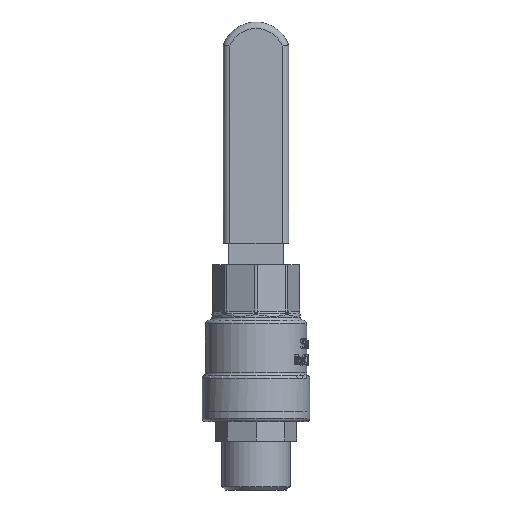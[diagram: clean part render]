
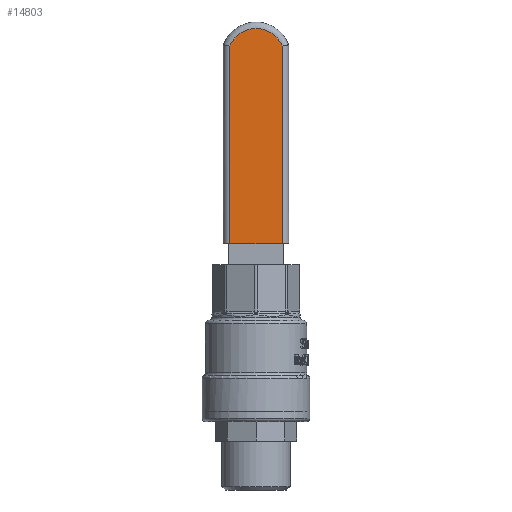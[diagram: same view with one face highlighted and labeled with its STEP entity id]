
A CAD part, front view. The second image highlights one B-rep face of the part: STEP entity #14803.
In plain terms, the highlighted planar face has unit normal (0, -1, 0).
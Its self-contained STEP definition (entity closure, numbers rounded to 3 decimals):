
#2338=LINE('',#31760,#3436);
#2339=LINE('',#31796,#3437);
#2341=LINE('',#31801,#3439);
#3436=VECTOR('',#17884,10.);
#3437=VECTOR('',#17893,10.);
#3439=VECTOR('',#17899,10.);
#3778=PLANE('',#15495);
#4553=FACE_OUTER_BOUND('',#5405,.T.);
#5405=EDGE_LOOP('',(#13177,#13178,#13179,#13180));
#5658=CIRCLE('',#15492,8.643);
#7017=VERTEX_POINT('',#31757);
#7018=VERTEX_POINT('',#31759);
#7020=VERTEX_POINT('',#31778);
#7021=VERTEX_POINT('',#31795);
#9072=EDGE_CURVE('',#7017,#7018,#2338,.T.);
#9075=EDGE_CURVE('',#7018,#7020,#5658,.T.);
#9077=EDGE_CURVE('',#7020,#7021,#2339,.T.);
#9080=EDGE_CURVE('',#7017,#7021,#2341,.T.);
#13177=ORIENTED_EDGE('',*,*,#9077,.F.);
#13178=ORIENTED_EDGE('',*,*,#9075,.F.);
#13179=ORIENTED_EDGE('',*,*,#9072,.F.);
#13180=ORIENTED_EDGE('',*,*,#9080,.T.);
#14803=ADVANCED_FACE('',(#4553),#3778,.T.);
#15492=AXIS2_PLACEMENT_3D('',#31779,#17889,#17890);
#15495=AXIS2_PLACEMENT_3D('',#31800,#17897,#17898);
#17884=DIRECTION('',(0.,0.,1.));
#17889=DIRECTION('center_axis',(0.,1.,0.));
#17890=DIRECTION('ref_axis',(0.,0.,
1.));
#17893=DIRECTION('',(0.,0.,-1.));
#17897=DIRECTION('center_axis',(0.,-1.,0.));
#17898=DIRECTION('ref_axis',(0.,0.,
1.));
#17899=DIRECTION('',(1.,0.,0.));
#31757=CARTESIAN_POINT('',(-8.,42.5,51.5));
#31759=CARTESIAN_POINT('',(-8.,42.5,112.128));
#31760=CARTESIAN_POINT('',(-8.,42.5,113.622));
#31778=CARTESIAN_POINT('',(8.,42.5,112.128));
#31779=CARTESIAN_POINT('Origin',(0.,42.5,108.857));
#31795=CARTESIAN_POINT('',(8.,42.5,51.5));
#31796=CARTESIAN_POINT('',(8.,42.5,83.122));
#31800=CARTESIAN_POINT('Origin',(0.,42.5,114.743));
#31801=CARTESIAN_POINT('',(-10.,42.5,51.5));
